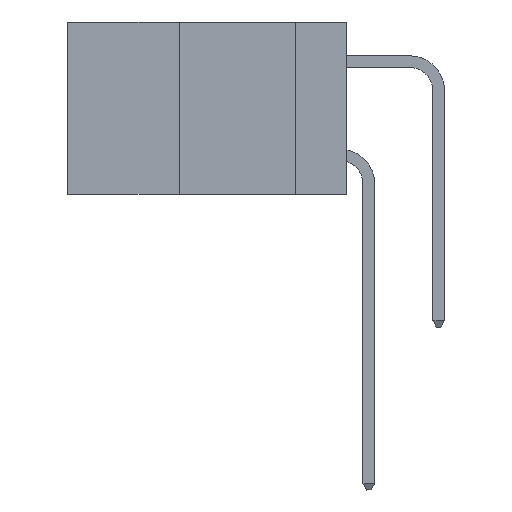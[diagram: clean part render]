
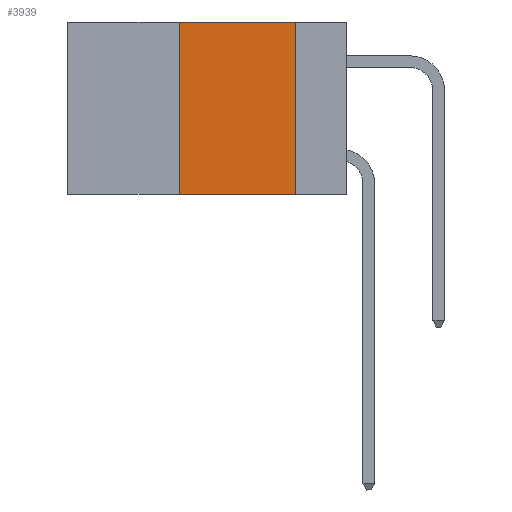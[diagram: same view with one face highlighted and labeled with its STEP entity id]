
A CAD part, left-side view. The second image highlights one B-rep face of the part: STEP entity #3939.
In plain terms, the highlighted planar face has unit normal (-1, 0, 0).
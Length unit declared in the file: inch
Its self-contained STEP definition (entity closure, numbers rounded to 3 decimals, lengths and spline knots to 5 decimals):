
#1000 = CARTESIAN_POINT ( 'NONE',  ( 0., 0.36, -0.37 ) ) ;
#1751 = PLANE ( 'NONE',  #8516 ) ;
#2411 = EDGE_CURVE ( 'NONE', #4611, #3944, #6785, .T. ) ;
#3441 = DIRECTION ( 'NONE',  ( 0., -1., 0. ) ) ;
#3939 = ADVANCED_FACE ( 'NONE', ( #7264 ), #1751, .F. ) ;
#3944 = VERTEX_POINT ( 'NONE', #10253 ) ;
#4398 = EDGE_CURVE ( 'NONE', #3944, #9889, #8596, .T. ) ;
#4611 = VERTEX_POINT ( 'NONE', #15604 ) ;
#5032 = DIRECTION ( 'NONE',  ( 0., 0., 1. ) ) ;
#6318 = CARTESIAN_POINT ( 'NONE',  ( 0., 0.11, -0.37 ) ) ;
#6785 = LINE ( 'NONE', #11639, #11680 ) ;
#6858 = ORIENTED_EDGE ( 'NONE', *, *, #2411, .F. ) ;
#7264 = FACE_OUTER_BOUND ( 'NONE', #10830, .T. ) ;
#7350 = EDGE_CURVE ( 'NONE', #20243, #9889, #10950, .T. ) ;
#7628 = LINE ( 'NONE', #10128, #8967 ) ;
#7779 = DIRECTION ( 'NONE',  ( 0., -1., 0. ) ) ;
#8516 = AXIS2_PLACEMENT_3D ( 'NONE', #13854, #8792, #12059 ) ;
#8596 = LINE ( 'NONE', #16854, #15085 ) ;
#8792 = DIRECTION ( 'NONE',  ( 1., 0., 0. ) ) ;
#8967 = VECTOR ( 'NONE', #5032, 39.37008 ) ;
#9054 = ORIENTED_EDGE ( 'NONE', *, *, #17427, .F. ) ;
#9889 = VERTEX_POINT ( 'NONE', #6318 ) ;
#10128 = CARTESIAN_POINT ( 'NONE',  ( 0., 0.36, 0. ) ) ;
#10253 = CARTESIAN_POINT ( 'NONE',  ( 0., 0.11, 0. ) ) ;
#10697 = VECTOR ( 'NONE', #7779, 39.37008 ) ;
#10830 = EDGE_LOOP ( 'NONE', ( #19148, #6858, #9054, #22313 ) ) ;
#10950 = LINE ( 'NONE', #16319, #10697 ) ;
#11639 = CARTESIAN_POINT ( 'NONE',  ( 0., 0.6, 0. ) ) ;
#11680 = VECTOR ( 'NONE', #3441, 39.37008 ) ;
#12059 = DIRECTION ( 'NONE',  ( 0., 0., -1. ) ) ;
#13854 = CARTESIAN_POINT ( 'NONE',  ( 0., 0.6, 0. ) ) ;
#15085 = VECTOR ( 'NONE', #22122, 39.37008 ) ;
#15604 = CARTESIAN_POINT ( 'NONE',  ( 0., 0.36, 0. ) ) ;
#16319 = CARTESIAN_POINT ( 'NONE',  ( 0., 0.6, -0.37 ) ) ;
#16854 = CARTESIAN_POINT ( 'NONE',  ( 0., 0.11, 0. ) ) ;
#17427 = EDGE_CURVE ( 'NONE', #20243, #4611, #7628, .T. ) ;
#19148 = ORIENTED_EDGE ( 'NONE', *, *, #4398, .F. ) ;
#20243 = VERTEX_POINT ( 'NONE', #1000 ) ;
#22122 = DIRECTION ( 'NONE',  ( 0., 0., -1. ) ) ;
#22313 = ORIENTED_EDGE ( 'NONE', *, *, #7350, .T. ) ;
